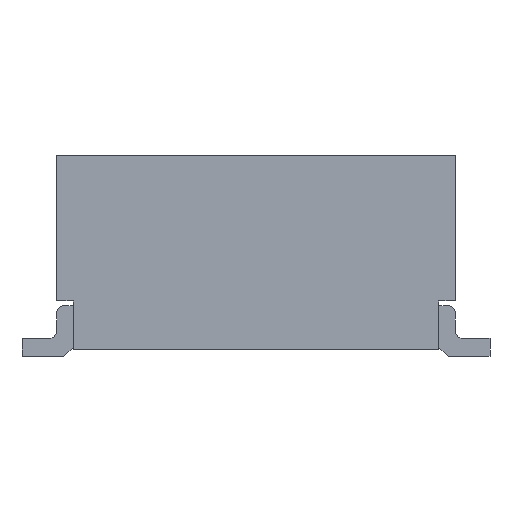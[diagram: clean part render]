
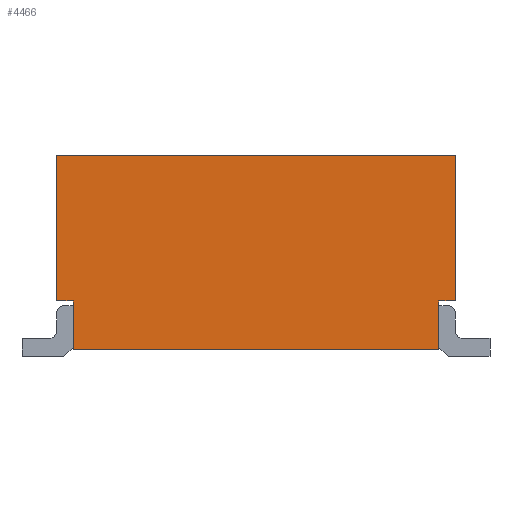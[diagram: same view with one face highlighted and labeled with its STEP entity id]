
A CAD part, left-side view. The second image highlights one B-rep face of the part: STEP entity #4466.
In plain terms, the highlighted planar face has unit normal (-1, 0, 0).
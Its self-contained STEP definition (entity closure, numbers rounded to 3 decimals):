
#214=FACE_OUTER_BOUND('',#480,.T.);
#480=EDGE_LOOP('',(#3226,#3227,#3228,#3229,#3230,#3231,#3232,#3233));
#667=LINE('',#6121,#1229);
#703=LINE('',#6205,#1265);
#757=LINE('',#6313,#1319);
#814=LINE('',#6430,#1376);
#825=LINE('',#6448,#1387);
#838=LINE('',#6473,#1400);
#879=LINE('',#6570,#1441);
#910=LINE('',#6635,#1472);
#1229=VECTOR('',#4966,1.);
#1265=VECTOR('',#5018,1.);
#1319=VECTOR('',#5084,1.);
#1376=VECTOR('',#5171,1.);
#1387=VECTOR('',#5188,1.);
#1400=VECTOR('',#5215,1.);
#1441=VECTOR('',#5280,1.);
#1472=VECTOR('',#5329,1.);
#1791=VERTEX_POINT('',#6118);
#1792=VERTEX_POINT('',#6120);
#1827=VERTEX_POINT('',#6202);
#1828=VERTEX_POINT('',#6204);
#1876=VERTEX_POINT('',#6312);
#1916=VERTEX_POINT('',#6428);
#1917=VERTEX_POINT('',#6429);
#1954=VERTEX_POINT('',#6568);
#2211=EDGE_CURVE('',#1791,#1792,#667,.T.);
#2249=EDGE_CURVE('',#1827,#1828,#703,.T.);
#2303=EDGE_CURVE('',#1876,#1791,#757,.T.);
#2362=EDGE_CURVE('',#1916,#1917,#814,.T.);
#2373=EDGE_CURVE('',#1917,#1827,#825,.T.);
#2386=EDGE_CURVE('',#1916,#1792,#838,.T.);
#2427=EDGE_CURVE('',#1876,#1954,#879,.T.);
#2458=EDGE_CURVE('',#1954,#1828,#910,.T.);
#3226=ORIENTED_EDGE('',*,*,#2303,.F.);
#3227=ORIENTED_EDGE('',*,*,#2427,.T.);
#3228=ORIENTED_EDGE('',*,*,#2458,.T.);
#3229=ORIENTED_EDGE('',*,*,#2249,.F.);
#3230=ORIENTED_EDGE('',*,*,#2373,.F.);
#3231=ORIENTED_EDGE('',*,*,#2362,.F.);
#3232=ORIENTED_EDGE('',*,*,#2386,.T.);
#3233=ORIENTED_EDGE('',*,*,#2211,.F.);
#4193=PLANE('',#4726);
#4466=ADVANCED_FACE('',(#214),#4193,.T.);
#4726=AXIS2_PLACEMENT_3D('',#6634,#5327,#5328);
#4966=DIRECTION('',(0.,1.,0.));
#5018=DIRECTION('',(0.,-1.,0.));
#5084=DIRECTION('',(0.,0.,-1.));
#5171=DIRECTION('',(0.,1.,0.));
#5188=DIRECTION('',(0.,0.,1.));
#5215=DIRECTION('',(0.,0.,-1.));
#5280=DIRECTION('',(0.,-1.,0.));
#5327=DIRECTION('center_axis',(-1.,0.,0.));
#5328=DIRECTION('ref_axis',(0.,0.,-1.));
#5329=DIRECTION('',(0.,0.,1.));
#6118=CARTESIAN_POINT('',(-2.3,-1.32,0.));
#6120=CARTESIAN_POINT('',(-2.3,1.32,0.));
#6121=CARTESIAN_POINT('',(-2.3,0.,0.));
#6202=CARTESIAN_POINT('',(-2.3,1.44,1.4));
#6204=CARTESIAN_POINT('',(-2.3,-1.44,1.4));
#6205=CARTESIAN_POINT('',(-2.3,0.,1.4));
#6312=CARTESIAN_POINT('',(-2.3,-1.32,0.35));
#6313=CARTESIAN_POINT('',(-2.3,-1.32,0.));
#6428=CARTESIAN_POINT('',(-2.3,1.32,0.35));
#6429=CARTESIAN_POINT('',(-2.3,1.44,0.35));
#6430=CARTESIAN_POINT('',(-2.3,0.,0.35));
#6448=CARTESIAN_POINT('',(-2.3,1.44,0.));
#6473=CARTESIAN_POINT('',(-2.3,1.32,0.));
#6568=CARTESIAN_POINT('',(-2.3,-1.44,0.35));
#6570=CARTESIAN_POINT('',(-2.3,0.,0.35));
#6634=CARTESIAN_POINT('Origin',(-2.3,0.,0.7));
#6635=CARTESIAN_POINT('',(-2.3,-1.44,0.));
